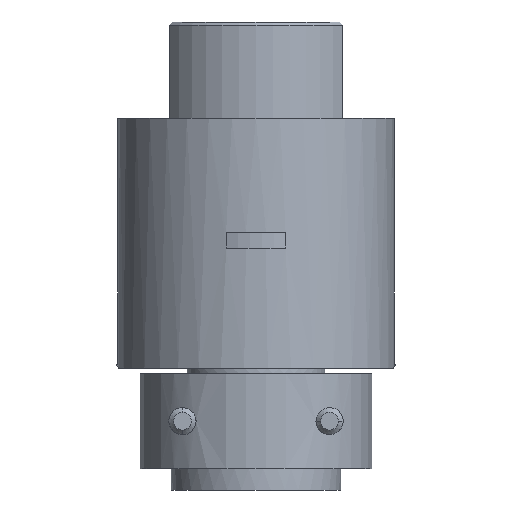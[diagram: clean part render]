
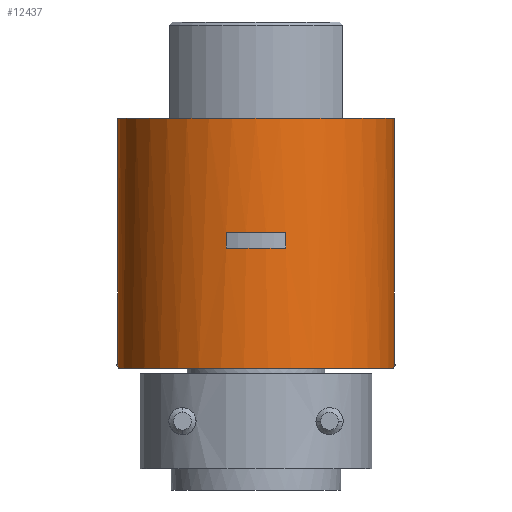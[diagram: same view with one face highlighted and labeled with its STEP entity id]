
A CAD part, front view. The second image highlights one B-rep face of the part: STEP entity #12437.
In plain terms, the highlighted cylindrical face has radius 11.113 mm (diameter 22.225 mm), a partial arc.
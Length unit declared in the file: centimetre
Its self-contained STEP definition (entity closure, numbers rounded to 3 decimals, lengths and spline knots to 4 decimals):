
#548 = VERTEX_POINT ( 'NONE', #17046 ) ;
#575 = VERTEX_POINT ( 'NONE', #17398 ) ;
#623 = VERTEX_POINT ( 'NONE', #17071 ) ;
#647 = VERTEX_POINT ( 'NONE', #17069 ) ;
#1396 = CARTESIAN_POINT ( 'NONE',  ( 0.2377, -1.0855, -1.8161 ) ) ;
#1416 = CARTESIAN_POINT ( 'NONE',  ( 1.103, -0.1351, -2.7813 ) ) ;
#1431 = CARTESIAN_POINT ( 'NONE',  ( 0.2377, -1.0855, -1.6891 ) ) ;
#6166 = EDGE_LOOP ( 'NONE', ( #16577, #16650, #16485, #16587 ) ) ;
#6226 = EDGE_LOOP ( 'NONE', ( #16481, #16572, #16571, #16570, #16652, #16651, #16579, #16578 ) ) ;
#6241 = CARTESIAN_POINT ( 'NONE',  ( 0., 0., -1.8161 ) ) ;
#6242 = DIRECTION ( 'NONE',  ( 0., 0., 1. ) ) ;
#6244 = DIRECTION ( 'NONE',  ( 1., 0., 0. ) ) ;
#6950 = AXIS2_PLACEMENT_3D ( 'NONE', #14887, #14888, #14889 ) ;
#6963 = AXIS2_PLACEMENT_3D ( 'NONE', #15014, #15015, #15016 ) ;
#7047 = AXIS2_PLACEMENT_3D ( 'NONE', #9526, #9527, #9528 ) ;
#7071 = AXIS2_PLACEMENT_3D ( 'NONE', #9614, #9615, #9616 ) ;
#7367 = VERTEX_POINT ( 'NONE', #15734 ) ;
#7392 = VERTEX_POINT ( 'NONE', #15859 ) ;
#7447 = VERTEX_POINT ( 'NONE', #15883 ) ;
#7534 = VERTEX_POINT ( 'NONE', #17522 ) ;
#7537 = VERTEX_POINT ( 'NONE', #16957 ) ;
#7560 = VERTEX_POINT ( 'NONE', #1396 ) ;
#7587 = VERTEX_POINT ( 'NONE', #1416 ) ;
#7606 = VERTEX_POINT ( 'NONE', #1431 ) ;
#8193 = CIRCLE ( 'NONE', #6950, 1.1113 ) ;
#8226 = CIRCLE ( 'NONE', #6963, 1.1113 ) ;
#8284 = LINE ( 'NONE', #9149, #8286 ) ;
#8286 = VECTOR ( 'NONE', #9150, 100. ) ;
#8321 = LINE ( 'NONE', #9264, #8323 ) ;
#8323 = VECTOR ( 'NONE', #9263, 100. ) ;
#8370 = LINE ( 'NONE', #9509, #8371 ) ;
#8371 = VECTOR ( 'NONE', #9510, 100. ) ;
#8375 = CIRCLE ( 'NONE', #7047, 1.1113 ) ;
#8404 = CIRCLE ( 'NONE', #7071, 1.1113 ) ;
#8407 = LINE ( 'NONE', #9627, #8410 ) ;
#8410 = VECTOR ( 'NONE', #9628, 100. ) ;
#8758 = FACE_OUTER_BOUND ( 'NONE', #6226, .T. ) ;
#8761 = FACE_BOUND ( 'NONE', #6166, .T. ) ;
#8766 = CYLINDRICAL_SURFACE ( 'NONE', #11862, 1.1113 ) ;
#9060 = CARTESIAN_POINT ( 'NONE',  ( -1.103, -0.1351, -2.7813 ) ) ;
#9061 = CARTESIAN_POINT ( 'NONE',  ( -1.1067, -0.1051, -2.7647 ) ) ;
#9065 = CARTESIAN_POINT ( 'NONE',  ( -1.1093, -0.0739, -2.7511 ) ) ;
#9066 = CARTESIAN_POINT ( 'NONE',  ( -1.1106, -0.0398, -2.7447 ) ) ;
#9149 = CARTESIAN_POINT ( 'NONE',  ( 1.1113, 0., -1.8161 ) ) ;
#9150 = DIRECTION ( 'NONE',  ( 0., 0., 1. ) ) ;
#9171 = CARTESIAN_POINT ( 'NONE',  ( 1.1106, -0.0398, -2.7447 ) ) ;
#9179 = CARTESIAN_POINT ( 'NONE',  ( 1.1093, -0.0738, -2.7511 ) ) ;
#9186 = CARTESIAN_POINT ( 'NONE',  ( 1.1067, -0.1051, -2.7647 ) ) ;
#9187 = CARTESIAN_POINT ( 'NONE',  ( 1.103, -0.1351, -2.7813 ) ) ;
#9263 = DIRECTION ( 'NONE',  ( 0., 0., 1. ) ) ;
#9264 = CARTESIAN_POINT ( 'NONE',  ( -1.1113, 0., -1.8161 ) ) ;
#9509 = CARTESIAN_POINT ( 'NONE',  ( 0.2377, -1.0855, -1.6891 ) ) ;
#9510 = DIRECTION ( 'NONE',  ( 0., 0., -1. ) ) ;
#9526 = CARTESIAN_POINT ( 'NONE',  ( 0., 0., -2.7813 ) ) ;
#9527 = DIRECTION ( 'NONE',  ( 0., 0., 1. ) ) ;
#9528 = DIRECTION ( 'NONE',  ( 1., 0., 0. ) ) ;
#9607 = CARTESIAN_POINT ( 'NONE',  ( 1.1106, -0.0398, -2.7447 ) ) ;
#9608 = CARTESIAN_POINT ( 'NONE',  ( 1.111, -0.0267, -2.7422 ) ) ;
#9612 = CARTESIAN_POINT ( 'NONE',  ( 1.1112, -0.0134, -2.7409 ) ) ;
#9613 = CARTESIAN_POINT ( 'NONE',  ( 1.1113, 0., -2.7409 ) ) ;
#9614 = CARTESIAN_POINT ( 'NONE',  ( 0., 0., -0.7747 ) ) ;
#9615 = DIRECTION ( 'NONE',  ( 0., 0., -1. ) ) ;
#9616 = DIRECTION ( 'NONE',  ( 1., 0., 0. ) ) ;
#9627 = CARTESIAN_POINT ( 'NONE',  ( -0.2399, -1.0851, -1.6891 ) ) ;
#9628 = DIRECTION ( 'NONE',  ( 0., 0., 1. ) ) ;
#11862 = AXIS2_PLACEMENT_3D ( 'NONE', #6241, #6242, #6244 ) ;
#12221 = B_SPLINE_CURVE_WITH_KNOTS ( 'NONE', 3,
 ( #15036, #15029, #15049, #15050 ),
 .UNSPECIFIED., .F., .F.,
 ( 4, 4 ),
 ( 0., 0.0004 ),
 .UNSPECIFIED. ) ;
#12228 = B_SPLINE_CURVE_WITH_KNOTS ( 'NONE', 3,
 ( #9060, #9061, #9065, #9066 ),
 .UNSPECIFIED., .F., .F.,
 ( 4, 4 ),
 ( 0., 0.001 ),
 .UNSPECIFIED. ) ;
#12236 = B_SPLINE_CURVE_WITH_KNOTS ( 'NONE', 3,
 ( #9171, #9179, #9186, #9187 ),
 .UNSPECIFIED., .F., .F.,
 ( 4, 4 ),
 ( 0., 0.001 ),
 .UNSPECIFIED. ) ;
#12437 = ADVANCED_FACE ( 'NONE', ( #8758, #8761 ), #8766, .T. ) ;
#14887 = CARTESIAN_POINT ( 'NONE',  ( 0., 0., -1.8161 ) ) ;
#14888 = DIRECTION ( 'NONE',  ( 0., 0., -1. ) ) ;
#14889 = DIRECTION ( 'NONE',  ( 1., 0., 0. ) ) ;
#15014 = CARTESIAN_POINT ( 'NONE',  ( 0., 0., -1.6891 ) ) ;
#15015 = DIRECTION ( 'NONE',  ( 0., 0., 1. ) ) ;
#15016 = DIRECTION ( 'NONE',  ( 1., 0., 0. ) ) ;
#15029 = CARTESIAN_POINT ( 'NONE',  ( -1.1112, -0.0134, -2.7409 ) ) ;
#15036 = CARTESIAN_POINT ( 'NONE',  ( -1.1113, 0., -2.7409 ) ) ;
#15049 = CARTESIAN_POINT ( 'NONE',  ( -1.111, -0.0267, -2.7422 ) ) ;
#15050 = CARTESIAN_POINT ( 'NONE',  ( -1.1106, -0.0398, -2.7447 ) ) ;
#15680 = B_SPLINE_CURVE_WITH_KNOTS ( 'NONE', 3,
 ( #9607, #9608, #9612, #9613 ),
 .UNSPECIFIED., .F., .F.,
 ( 4, 4 ),
 ( 0., 0.0004 ),
 .UNSPECIFIED. ) ;
#15734 = CARTESIAN_POINT ( 'NONE',  ( -1.1106, -0.0398, -2.7447 ) ) ;
#15859 = CARTESIAN_POINT ( 'NONE',  ( -0.2399, -1.0851, -1.6891 ) ) ;
#15883 = CARTESIAN_POINT ( 'NONE',  ( 1.1106, -0.0398, -2.7447 ) ) ;
#16481 = ORIENTED_EDGE ( 'NONE', *, *, #16840, .F. ) ;
#16485 = ORIENTED_EDGE ( 'NONE', *, *, #16885, .T. ) ;
#16570 = ORIENTED_EDGE ( 'NONE', *, *, #16890, .T. ) ;
#16571 = ORIENTED_EDGE ( 'NONE', *, *, #16779, .F. ) ;
#16572 = ORIENTED_EDGE ( 'NONE', *, *, #16758, .T. ) ;
#16577 = ORIENTED_EDGE ( 'NONE', *, *, #16921, .T. ) ;
#16578 = ORIENTED_EDGE ( 'NONE', *, *, #16917, .T. ) ;
#16579 = ORIENTED_EDGE ( 'NONE', *, *, #16804, .T. ) ;
#16587 = ORIENTED_EDGE ( 'NONE', *, *, #16713, .T. ) ;
#16650 = ORIENTED_EDGE ( 'NONE', *, *, #16746, .T. ) ;
#16651 = ORIENTED_EDGE ( 'NONE', *, *, #16916, .T. ) ;
#16652 = ORIENTED_EDGE ( 'NONE', *, *, #16813, .F. ) ;
#16713 = EDGE_CURVE ( 'NONE', #7560, #7537, #8193, .T. ) ;
#16746 = EDGE_CURVE ( 'NONE', #7392, #7606, #8226, .T. ) ;
#16758 = EDGE_CURVE ( 'NONE', #647, #7367, #12221, .T. ) ;
#16779 = EDGE_CURVE ( 'NONE', #7534, #7367, #12228, .T. ) ;
#16804 = EDGE_CURVE ( 'NONE', #548, #623, #8284, .T. ) ;
#16813 = EDGE_CURVE ( 'NONE', #7447, #7587, #12236, .T. ) ;
#16840 = EDGE_CURVE ( 'NONE', #647, #575, #8321, .T. ) ;
#16885 = EDGE_CURVE ( 'NONE', #7606, #7560, #8370, .T. ) ;
#16890 = EDGE_CURVE ( 'NONE', #7534, #7587, #8375, .T. ) ;
#16916 = EDGE_CURVE ( 'NONE', #7447, #548, #15680, .T. ) ;
#16917 = EDGE_CURVE ( 'NONE', #623, #575, #8404, .T. ) ;
#16921 = EDGE_CURVE ( 'NONE', #7537, #7392, #8407, .T. ) ;
#16957 = CARTESIAN_POINT ( 'NONE',  ( -0.2399, -1.0851, -1.8161 ) ) ;
#17046 = CARTESIAN_POINT ( 'NONE',  ( 1.1113, 0., -2.7409 ) ) ;
#17069 = CARTESIAN_POINT ( 'NONE',  ( -1.1113, 0., -2.7409 ) ) ;
#17071 = CARTESIAN_POINT ( 'NONE',  ( 1.1113, 0., -0.7747 ) ) ;
#17398 = CARTESIAN_POINT ( 'NONE',  ( -1.1113, 0., -0.7747 ) ) ;
#17522 = CARTESIAN_POINT ( 'NONE',  ( -1.103, -0.1351, -2.7813 ) ) ;
